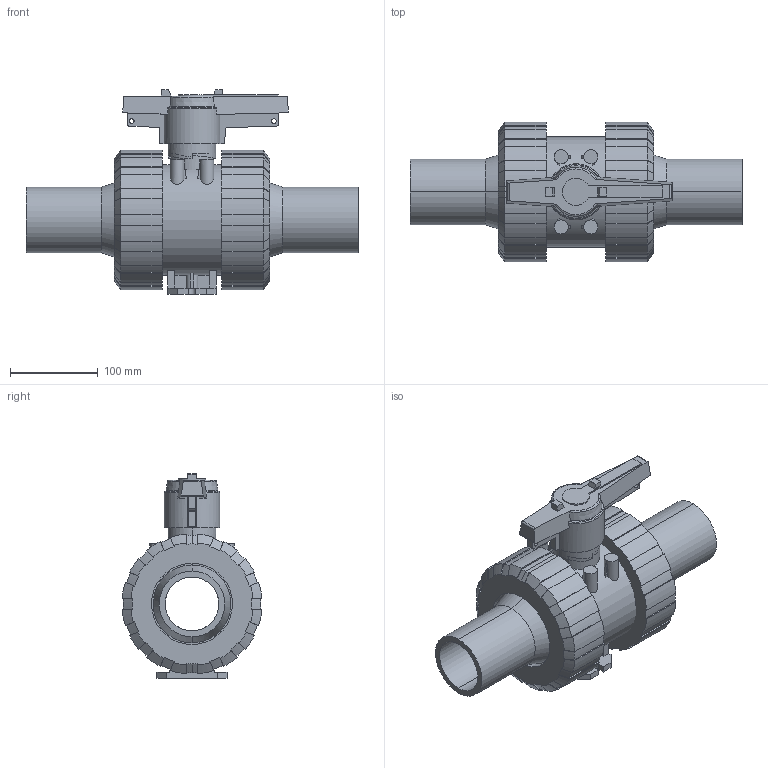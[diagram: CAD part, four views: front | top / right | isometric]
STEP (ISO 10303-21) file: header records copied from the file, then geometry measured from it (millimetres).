
FILE_DESCRIPTION(('STEP AP214'),'1');
FILE_NAME('cctmp_EED52F70-2BCD-4E99-8991-C0F93827F3B3_2021_10_20_13_12_49_0906..stp','2021-10-20T11:12:50',('Praher Valves GmbH'),('CADClick - www.CADClick.com'),'Spatial InterOp 3D',' ','unknown authorization');
FILE_SCHEMA(('AUTOMOTIVE_DESIGN'));
Length unit declared in the file: millimetre
Products named in the file (7): cc_unnamed; 210463_5; 210463_4; 210463_3; 210463_2; 210463_1; 210463
Assembly tree (6 placements, depth 2):
  cc_unnamed
    210463_5
    210463_4
    210463_3
    210463_2
    210463_1
    210463
Bounding box: 379 x 159.53 x 233.83 mm (x, y, z)
Volume: 3047847.2 mm3; surface area: 453167 mm2
Topology: 6 solids, 6 shells, 454 faces, 1289 edges, 856 vertices
Faces by surface type: plane 222, cylinder 120, cone 80, bspline 24, torus 8
Entity records: 19734 total; most frequent: CARTESIAN_POINT 4357, ORIENTED_EDGE 2578, DIRECTION 2327, EDGE_CURVE 1289, VERTEX_POINT 856, AXIS2_PLACEMENT_3D 833, LINE 661, VECTOR 661
